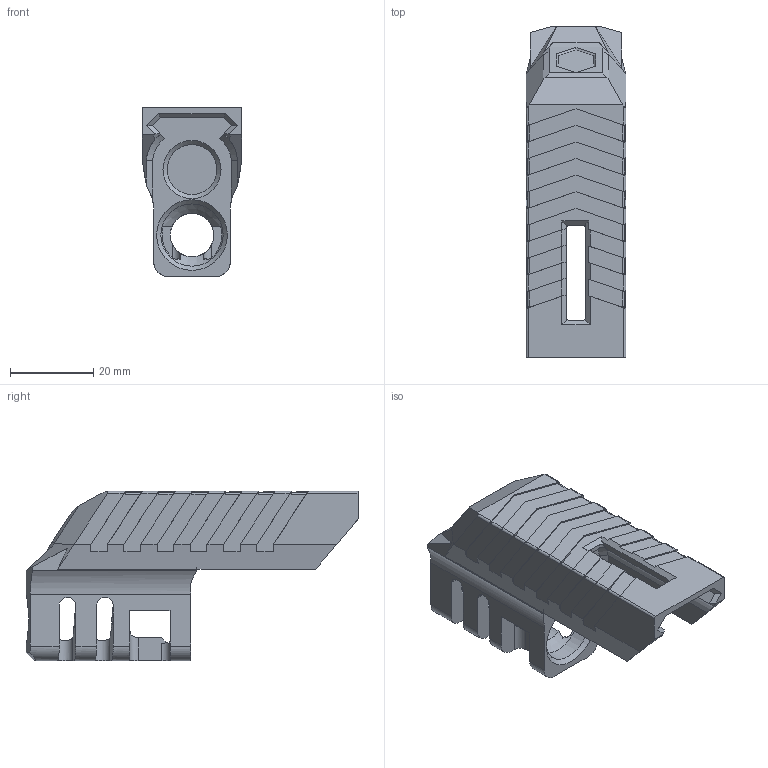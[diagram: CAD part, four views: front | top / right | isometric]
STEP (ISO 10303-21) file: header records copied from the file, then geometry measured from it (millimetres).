
FILE_DESCRIPTION(/* description */ (''),/* implementation_level */ '2;1');
FILE_NAME(/* name */ 'FREIN DE BOUCHE G43X v1.step',/* time_stamp */ '2023-01-06T22:53:55+01:00',/* author */ (''),/* organization */ (''),/* preprocessor_version */ 'ST-DEVELOPER v19.2',/* originating_system */ 'Autodesk Translation Framework v11.17.0.187',/* authorisation */ '');
FILE_SCHEMA (('AUTOMOTIVE_DESIGN { 1 0 10303 214 3 1 1 }'));
Length unit declared in the file: millimetre
Products named in the file (1): FREIN DE BOUCHE G43X
Bounding box: 24 x 80 x 40.75 mm (x, y, z)
Volume: 26238.8 mm3; surface area: 11597.7 mm2
Topology: 1 solids, 1 shells, 289 faces, 861 edges, 558 vertices
Faces by surface type: plane 212, cylinder 57, bspline 12, cone 8
Full cylindrical faces by diameter (mm): 10.5 x1, 12 x1, 15 x1
Entity records: 10226 total; most frequent: CARTESIAN_POINT 2419, ORIENTED_EDGE 1714, DIRECTION 1543, EDGE_CURVE 857, LINE 625, VECTOR 625, VERTEX_POINT 558, AXIS2_PLACEMENT_3D 459
